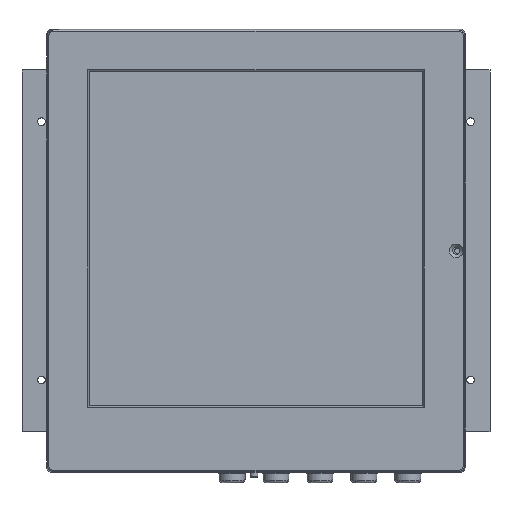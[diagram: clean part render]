
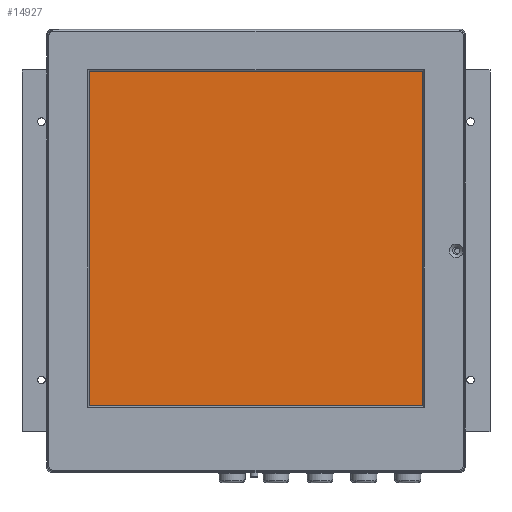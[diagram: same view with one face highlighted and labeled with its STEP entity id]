
A CAD part, top view. The second image highlights one B-rep face of the part: STEP entity #14927.
In plain terms, the highlighted planar face has unit normal (0, 0, 1).
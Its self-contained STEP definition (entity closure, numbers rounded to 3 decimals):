
#693 = CARTESIAN_POINT ( 'NONE',  ( 129., 139., 0.3 ) ) ;
#1703 = VECTOR ( 'NONE', #3182, 1000. ) ;
#2601 = CARTESIAN_POINT ( 'NONE',  ( -130., -120., 0.3 ) ) ;
#2896 = EDGE_CURVE ( 'NONE', #26288, #27276, #8090, .T. ) ;
#3182 = DIRECTION ( 'NONE',  ( 0., -1., 0. ) ) ;
#4665 = EDGE_CURVE ( 'NONE', #17386, #18802, #7328, .T. ) ;
#5317 = CARTESIAN_POINT ( 'NONE',  ( -0.5, 9.5, 0.3 ) ) ;
#5991 = EDGE_LOOP ( 'NONE', ( #23508, #9532, #23532, #15385 ) ) ;
#7328 = LINE ( 'NONE', #20069, #1703 ) ;
#7449 = DIRECTION ( 'NONE',  ( -1., 0., 0. ) ) ;
#7590 = LINE ( 'NONE', #2601, #24529 ) ;
#8090 = LINE ( 'NONE', #26869, #13720 ) ;
#8314 = VECTOR ( 'NONE', #15450, 1000. ) ;
#9532 = ORIENTED_EDGE ( 'NONE', *, *, #2896, .F. ) ;
#11097 = DIRECTION ( 'NONE',  ( -1., 0., 0. ) ) ;
#11601 = PLANE ( 'NONE',  #26333 ) ;
#13150 = FACE_OUTER_BOUND ( 'NONE', #5991, .T. ) ;
#13720 = VECTOR ( 'NONE', #26773, 1000. ) ;
#13959 = LINE ( 'NONE', #23911, #8314 ) ;
#14295 = EDGE_CURVE ( 'NONE', #27276, #17386, #13959, .T. ) ;
#14927 = ADVANCED_FACE ( 'NONE', ( #13150 ), #11601, .T. ) ;
#15385 = ORIENTED_EDGE ( 'NONE', *, *, #4665, .F. ) ;
#15450 = DIRECTION ( 'NONE',  ( 1., 0., 0. ) ) ;
#17386 = VERTEX_POINT ( 'NONE', #693 ) ;
#18802 = VERTEX_POINT ( 'NONE', #19259 ) ;
#19259 = CARTESIAN_POINT ( 'NONE',  ( 129., -120., 0.3 ) ) ;
#20069 = CARTESIAN_POINT ( 'NONE',  ( 129., -120., 0.3 ) ) ;
#20158 = DIRECTION ( 'NONE',  ( 0., 0., 1. ) ) ;
#22784 = CARTESIAN_POINT ( 'NONE',  ( -130., 139., 0.3 ) ) ;
#23508 = ORIENTED_EDGE ( 'NONE', *, *, #14295, .F. ) ;
#23532 = ORIENTED_EDGE ( 'NONE', *, *, #24368, .F. ) ;
#23911 = CARTESIAN_POINT ( 'NONE',  ( -130., 139., 0.3 ) ) ;
#24368 = EDGE_CURVE ( 'NONE', #18802, #26288, #7590, .T. ) ;
#24529 = VECTOR ( 'NONE', #11097, 1000. ) ;
#25267 = CARTESIAN_POINT ( 'NONE',  ( -130., -120., 0.3 ) ) ;
#26288 = VERTEX_POINT ( 'NONE', #25267 ) ;
#26333 = AXIS2_PLACEMENT_3D ( 'NONE', #5317, #20158, #7449 ) ;
#26773 = DIRECTION ( 'NONE',  ( 0., 1., 0. ) ) ;
#26869 = CARTESIAN_POINT ( 'NONE',  ( -130., -120., 0.3 ) ) ;
#27276 = VERTEX_POINT ( 'NONE', #22784 ) ;
